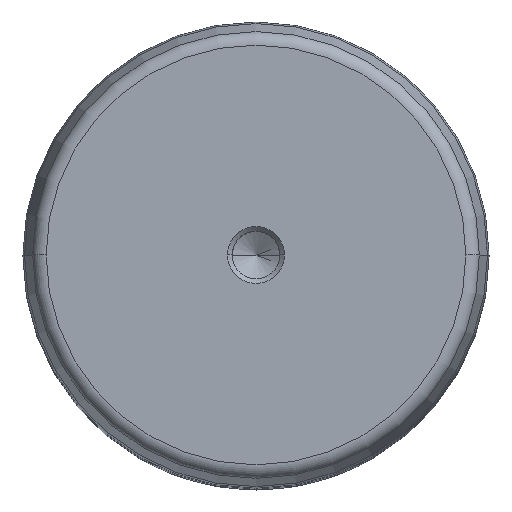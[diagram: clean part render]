
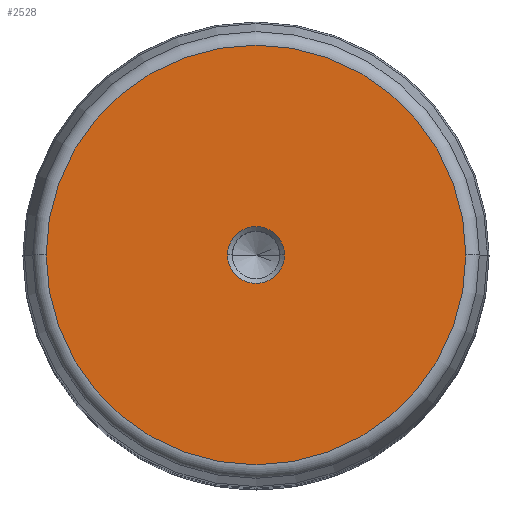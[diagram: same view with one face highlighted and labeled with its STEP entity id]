
A CAD part, top view. The second image highlights one B-rep face of the part: STEP entity #2528.
In plain terms, the highlighted planar face has unit normal (0, 0, 1).
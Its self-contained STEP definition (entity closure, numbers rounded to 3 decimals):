
#337 = FACE_BOUND ( 'NONE', #1251, .T. ) ;
#452 = EDGE_CURVE ( 'NONE', #2983, #1877, #719, .T. ) ;
#530 = CARTESIAN_POINT ( 'NONE',  ( 45.019, 0., 250. ) ) ;
#617 = DIRECTION ( 'NONE',  ( 1., 0., 0. ) ) ;
#690 = DIRECTION ( 'NONE',  ( 0., 0., 1. ) ) ;
#719 = CIRCLE ( 'NONE', #916, 6.1 ) ;
#721 = DIRECTION ( 'NONE',  ( 0., 0., 1. ) ) ;
#896 = AXIS2_PLACEMENT_3D ( 'NONE', #1942, #1621, #1674 ) ;
#916 = AXIS2_PLACEMENT_3D ( 'NONE', #1706, #1682, #617 ) ;
#942 = ORIENTED_EDGE ( 'NONE', *, *, #1678, .T. ) ;
#943 = AXIS2_PLACEMENT_3D ( 'NONE', #3465, #721, #3228 ) ;
#953 = CARTESIAN_POINT ( 'NONE',  ( 0., 0., 250. ) ) ;
#971 = CIRCLE ( 'NONE', #2753, 45.019 ) ;
#1009 = FACE_OUTER_BOUND ( 'NONE', #1154, .T. ) ;
#1071 = ORIENTED_EDGE ( 'NONE', *, *, #2406, .T. ) ;
#1154 = EDGE_LOOP ( 'NONE', ( #2951, #942 ) ) ;
#1222 = CIRCLE ( 'NONE', #896, 45.019 ) ;
#1251 = EDGE_LOOP ( 'NONE', ( #1326, #1071 ) ) ;
#1326 = ORIENTED_EDGE ( 'NONE', *, *, #452, .T. ) ;
#1441 = VERTEX_POINT ( 'NONE', #2226 ) ;
#1621 = DIRECTION ( 'NONE',  ( 0., 0., 1. ) ) ;
#1657 = CARTESIAN_POINT ( 'NONE',  ( 6.1, 0., 250. ) ) ;
#1674 = DIRECTION ( 'NONE',  ( 1., 0., 0. ) ) ;
#1678 = EDGE_CURVE ( 'NONE', #1441, #1927, #971, .T. ) ;
#1682 = DIRECTION ( 'NONE',  ( 0., 0., -1. ) ) ;
#1706 = CARTESIAN_POINT ( 'NONE',  ( 0., 0., 250. ) ) ;
#1722 = EDGE_CURVE ( 'NONE', #1927, #1441, #1222, .T. ) ;
#1791 = CARTESIAN_POINT ( 'NONE',  ( 0., 0., 250. ) ) ;
#1877 = VERTEX_POINT ( 'NONE', #2984 ) ;
#1927 = VERTEX_POINT ( 'NONE', #530 ) ;
#1942 = CARTESIAN_POINT ( 'NONE',  ( 0., 0., 250. ) ) ;
#2226 = CARTESIAN_POINT ( 'NONE',  ( -45.019, 0., 250. ) ) ;
#2309 = DIRECTION ( 'NONE',  ( 1., 0., 0. ) ) ;
#2358 = DIRECTION ( 'NONE',  ( 1., 0., 0. ) ) ;
#2396 = PLANE ( 'NONE',  #943 ) ;
#2406 = EDGE_CURVE ( 'NONE', #1877, #2983, #2893, .T. ) ;
#2528 = ADVANCED_FACE ( 'NONE', ( #1009, #337 ), #2396, .T. ) ;
#2753 = AXIS2_PLACEMENT_3D ( 'NONE', #953, #690, #2309 ) ;
#2893 = CIRCLE ( 'NONE', #3120, 6.1 ) ;
#2951 = ORIENTED_EDGE ( 'NONE', *, *, #1722, .T. ) ;
#2983 = VERTEX_POINT ( 'NONE', #1657 ) ;
#2984 = CARTESIAN_POINT ( 'NONE',  ( -6.1, 0., 250. ) ) ;
#3120 = AXIS2_PLACEMENT_3D ( 'NONE', #1791, #3403, #2358 ) ;
#3228 = DIRECTION ( 'NONE',  ( 1., 0., 0. ) ) ;
#3403 = DIRECTION ( 'NONE',  ( 0., 0., -1. ) ) ;
#3465 = CARTESIAN_POINT ( 'NONE',  ( 0., 0., 250. ) ) ;
